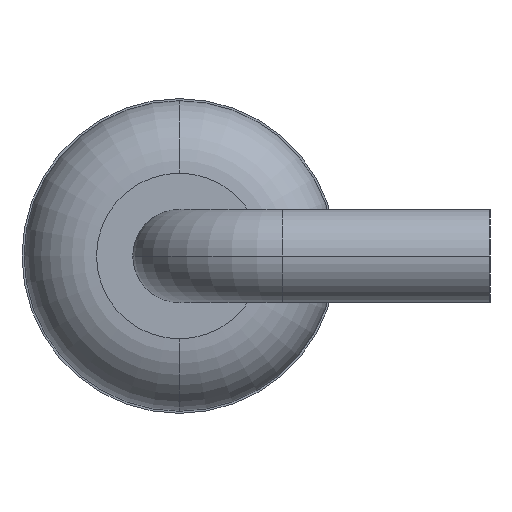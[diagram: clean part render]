
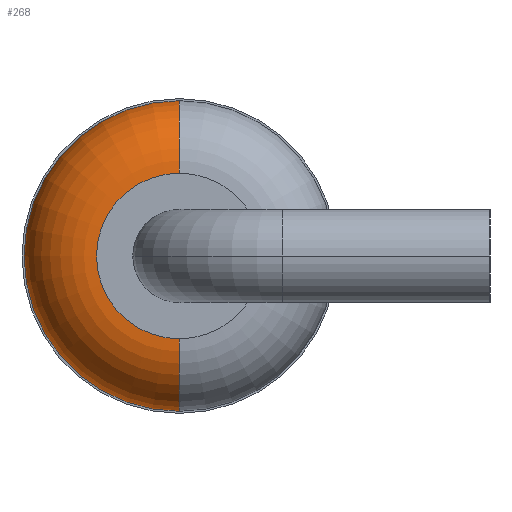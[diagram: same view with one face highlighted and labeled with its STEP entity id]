
A CAD part, left-side view. The second image highlights one B-rep face of the part: STEP entity #268.
In plain terms, the highlighted toroidal (fillet/blend) face has major radius 0.4 mm and minor radius 0.35 mm.
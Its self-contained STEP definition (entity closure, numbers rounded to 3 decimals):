
#63 = CARTESIAN_POINT ( 'NONE',  ( -1.15, 0.75, 0.75 ) ) ;
#70 = AXIS2_PLACEMENT_3D ( 'NONE', #458, #535, #1172 ) ;
#74 = CIRCLE ( 'NONE', #96, 0.35 ) ;
#96 = AXIS2_PLACEMENT_3D ( 'NONE', #377, #678, #756 ) ;
#139 = CARTESIAN_POINT ( 'NONE',  ( -1.5, 0.75, 0. ) ) ;
#187 = EDGE_CURVE ( 'NONE', #525, #675, #1018, .T. ) ;
#195 = AXIS2_PLACEMENT_3D ( 'NONE', #139, #456, #838 ) ;
#205 = EDGE_LOOP ( 'NONE', ( #960, #404, #1087, #699 ) ) ;
#226 = VERTEX_POINT ( 'NONE', #691 ) ;
#267 = EDGE_CURVE ( 'NONE', #226, #675, #737, .T. ) ;
#268 = ADVANCED_FACE ( 'NONE', ( #694 ), #488, .T. ) ;
#312 = DIRECTION ( 'NONE',  ( 0., 0., -1. ) ) ;
#377 = CARTESIAN_POINT ( 'NONE',  ( -1.15, 0.75, -0.4 ) ) ;
#404 = ORIENTED_EDGE ( 'NONE', *, *, #187, .T. ) ;
#456 = DIRECTION ( 'NONE',  ( -1., 0., 0. ) ) ;
#458 = CARTESIAN_POINT ( 'NONE',  ( -1.15, 0.75, 0. ) ) ;
#488 = TOROIDAL_SURFACE ( 'NONE', #70, 0.4, 0.35 ) ;
#519 = EDGE_CURVE ( 'NONE', #525, #632, #886, .T. ) ;
#525 = VERTEX_POINT ( 'NONE', #710 ) ;
#533 = AXIS2_PLACEMENT_3D ( 'NONE', #1107, #560, #979 ) ;
#535 = DIRECTION ( 'NONE',  ( 1., 0., 0. ) ) ;
#560 = DIRECTION ( 'NONE',  ( 0., 1., 0. ) ) ;
#599 = CARTESIAN_POINT ( 'NONE',  ( -1.15, 0.75, 0. ) ) ;
#632 = VERTEX_POINT ( 'NONE', #1110 ) ;
#675 = VERTEX_POINT ( 'NONE', #63 ) ;
#678 = DIRECTION ( 'NONE',  ( 0., -1., 0. ) ) ;
#691 = CARTESIAN_POINT ( 'NONE',  ( -1.15, 0.75, -0.75 ) ) ;
#694 = FACE_OUTER_BOUND ( 'NONE', #205, .T. ) ;
#699 = ORIENTED_EDGE ( 'NONE', *, *, #1126, .F. ) ;
#710 = CARTESIAN_POINT ( 'NONE',  ( -1.5, 0.75, 0.4 ) ) ;
#737 = CIRCLE ( 'NONE', #984, 0.75 ) ;
#756 = DIRECTION ( 'NONE',  ( 0., 0., -1. ) ) ;
#775 = DIRECTION ( 'NONE',  ( 1., 0., 0. ) ) ;
#838 = DIRECTION ( 'NONE',  ( 0., 0., -1. ) ) ;
#886 = CIRCLE ( 'NONE', #195, 0.4 ) ;
#960 = ORIENTED_EDGE ( 'NONE', *, *, #519, .F. ) ;
#979 = DIRECTION ( 'NONE',  ( 0., 0., 1. ) ) ;
#984 = AXIS2_PLACEMENT_3D ( 'NONE', #599, #775, #312 ) ;
#1018 = CIRCLE ( 'NONE', #533, 0.35 ) ;
#1087 = ORIENTED_EDGE ( 'NONE', *, *, #267, .F. ) ;
#1107 = CARTESIAN_POINT ( 'NONE',  ( -1.15, 0.75, 0.4 ) ) ;
#1110 = CARTESIAN_POINT ( 'NONE',  ( -1.5, 0.75, -0.4 ) ) ;
#1126 = EDGE_CURVE ( 'NONE', #632, #226, #74, .T. ) ;
#1172 = DIRECTION ( 'NONE',  ( 0., 0., -1. ) ) ;
